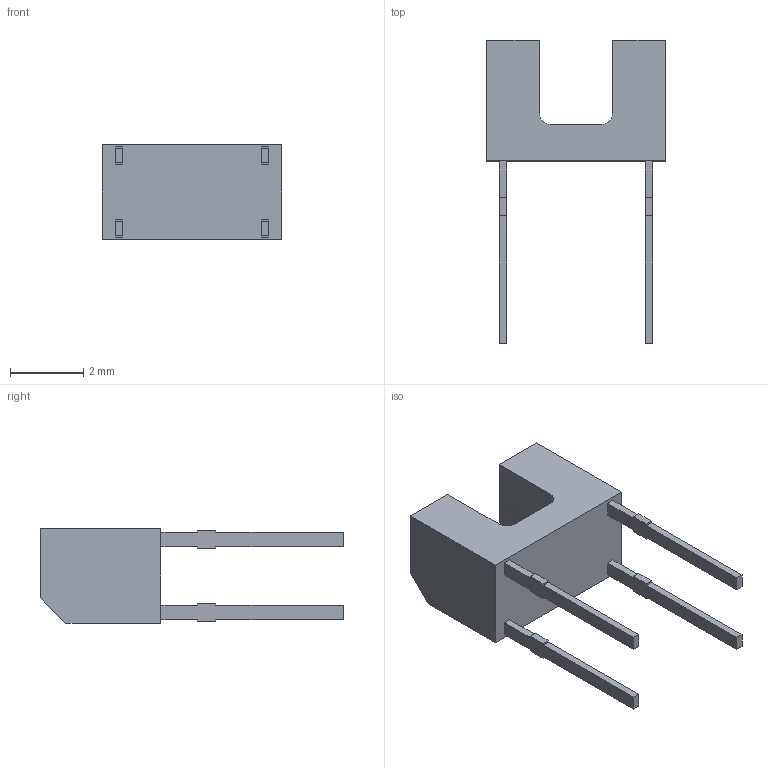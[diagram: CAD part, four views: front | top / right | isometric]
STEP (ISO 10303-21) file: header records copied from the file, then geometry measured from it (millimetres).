
FILE_DESCRIPTION (( 'STEP AP203' ), '1' );
FILE_NAME ('RPI-222.STEP', '2012-01-06T07:55:59', ( '' ), ( '' ), 'SwSTEP 2.0', 'SolidWorks 2006104', '' );
FILE_SCHEMA (( 'CONFIG_CONTROL_DESIGN' ));
Length unit declared in the file: millimetre
Products named in the file (1): RPI-222
Bounding box: 4.9 x 8.3 x 2.6 mm (x, y, z)
Volume: 31.1 mm3; surface area: 99.6 mm2
Topology: 1 solids, 1 shells, 74 faces, 204 edges, 136 vertices
Faces by surface type: plane 72, cylinder 2
Entity records: 2389 total; most frequent: CARTESIAN_POINT 415, ORIENTED_EDGE 408, DIRECTION 358, EDGE_CURVE 204, LINE 200, VECTOR 200, VERTEX_POINT 136, AXIS2_PLACEMENT_3D 79
